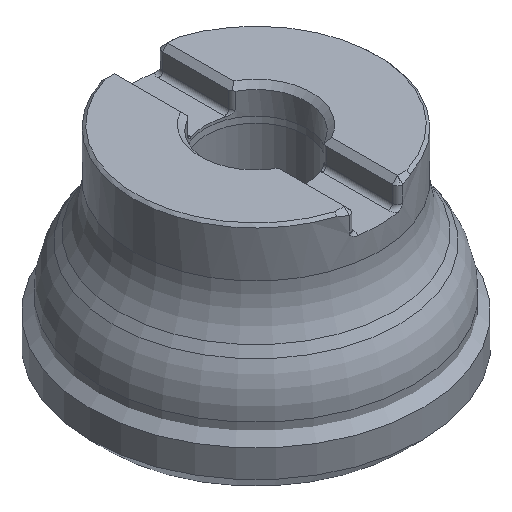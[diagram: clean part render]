
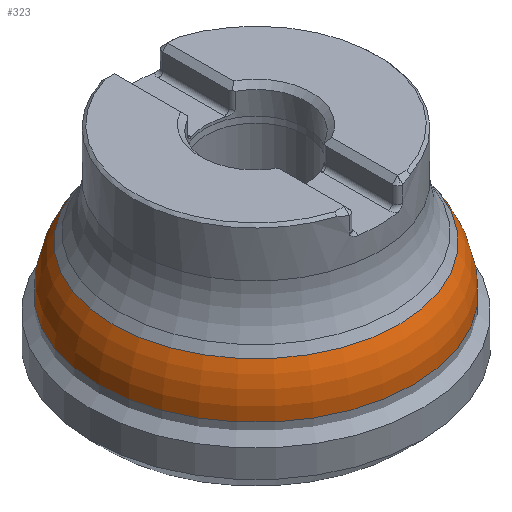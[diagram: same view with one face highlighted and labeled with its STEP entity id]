
A CAD part, isometric view. The second image highlights one B-rep face of the part: STEP entity #323.
In plain terms, the highlighted toroidal (fillet/blend) face has major radius 15.018 mm and minor radius 15 mm.
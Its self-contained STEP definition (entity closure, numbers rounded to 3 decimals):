
#34=TOROIDAL_SURFACE('',#1356,15.018,15.);
#323=ADVANCED_FACE('',(#475,#476),#34,.T.);
#475=FACE_BOUND('',#545,.T.);
#476=FACE_BOUND('',#546,.T.);
#545=EDGE_LOOP('',(#696));
#546=EDGE_LOOP('',(#697));
#696=ORIENTED_EDGE('',*,*,#1107,.F.);
#697=ORIENTED_EDGE('',*,*,#1121,.F.);
#992=VERTEX_POINT('',#2078);
#1005=VERTEX_POINT('',#2112);
#1107=EDGE_CURVE('',#992,#992,#1253,.T.);
#1121=EDGE_CURVE('',#1005,#1005,#1263,.T.);
#1253=CIRCLE('',#1336,27.305);
#1263=CIRCLE('',#1353,30.018);
#1336=AXIS2_PLACEMENT_3D('',#2077,#1543,#1544);
#1353=AXIS2_PLACEMENT_3D('',#2111,#1581,#1582);
#1356=AXIS2_PLACEMENT_3D('',#2115,#1587,#1588);
#1543=DIRECTION('',(0.,0.,1.));
#1544=DIRECTION('',(1.,0.,0.));
#1581=DIRECTION('',(0.,0.,-1.));
#1582=DIRECTION('',(1.,0.,0.));
#1587=DIRECTION('',(0.,0.,1.));
#1588=DIRECTION('',(1.,0.,0.));
#2077=CARTESIAN_POINT('',(0.,0.,-19.434));
#2078=CARTESIAN_POINT('',(27.305,0.,-19.434));
#2111=CARTESIAN_POINT('',(0.,0.,-28.038));
#2112=CARTESIAN_POINT('',(30.018,0.,-28.038));
#2115=CARTESIAN_POINT('',(0.,0.,-28.038));
